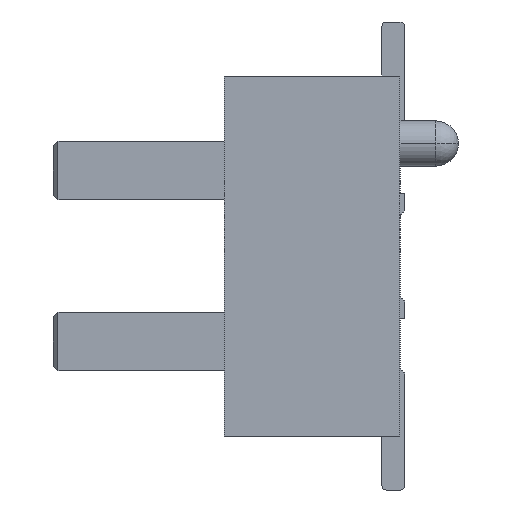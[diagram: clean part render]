
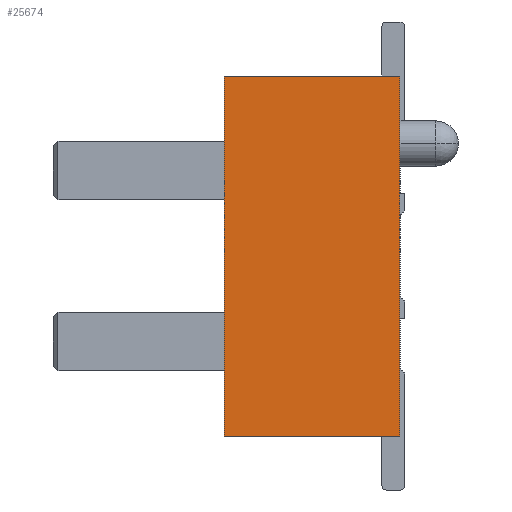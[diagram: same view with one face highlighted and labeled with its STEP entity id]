
A CAD part, left-side view. The second image highlights one B-rep face of the part: STEP entity #25674.
In plain terms, the highlighted planar face has unit normal (-1, 0, 0).
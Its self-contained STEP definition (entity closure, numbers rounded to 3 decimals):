
#29=DIRECTION('',(0.,0.,1.));
#30=VECTOR('',#29,4.);
#31=CARTESIAN_POINT('',(-13.85,0.,-2.));
#32=LINE('',#31,#30);
#513=DIRECTION('',(0.,1.,0.));
#514=VECTOR('',#513,1.95);
#515=CARTESIAN_POINT('',(-13.85,0.,2.));
#516=LINE('',#515,#514);
#3513=DIRECTION('',(0.,0.,1.));
#3514=VECTOR('',#3513,4.);
#3515=CARTESIAN_POINT('',(-13.85,1.95,-2.));
#3516=LINE('',#3515,#3514);
#3561=DIRECTION('',(0.,1.,0.));
#3562=VECTOR('',#3561,1.95);
#3563=CARTESIAN_POINT('',(-13.85,0.,-2.));
#3564=LINE('',#3563,#3562);
#15533=CARTESIAN_POINT('',(-13.85,0.,-2.));
#15534=CARTESIAN_POINT('',(-13.85,0.,2.));
#15535=VERTEX_POINT('',#15533);
#15536=VERTEX_POINT('',#15534);
#15541=CARTESIAN_POINT('',(-13.85,1.95,-2.));
#15542=CARTESIAN_POINT('',(-13.85,1.95,2.));
#15543=VERTEX_POINT('',#15541);
#15544=VERTEX_POINT('',#15542);
#25663=CARTESIAN_POINT('',(-13.85,0.,-2.));
#25664=DIRECTION('',(-1.,0.,0.));
#25665=DIRECTION('',(0.,0.,1.));
#25666=AXIS2_PLACEMENT_3D('',#25663,#25664,#25665);
#25667=PLANE('',#25666);
#25668=ORIENTED_EDGE('',*,*,#20442,.F.);
#25669=ORIENTED_EDGE('',*,*,#25452,.T.);
#25670=ORIENTED_EDGE('',*,*,#25635,.T.);
#25671=ORIENTED_EDGE('',*,*,#20803,.F.);
#25672=EDGE_LOOP('',(#25668,#25669,#25670,#25671));
#25673=FACE_OUTER_BOUND('',#25672,.F.);
#20442=EDGE_CURVE('',#15535,#15536,#32,.T.);
#20803=EDGE_CURVE('',#15536,#15544,#516,.T.);
#25452=EDGE_CURVE('',#15535,#15543,#3564,.T.);
#25635=EDGE_CURVE('',#15543,#15544,#3516,.T.);
#25674=ADVANCED_FACE('',(#25673),#25667,.T.);
